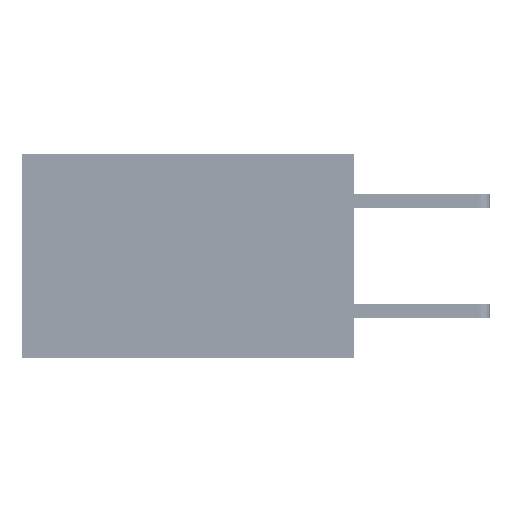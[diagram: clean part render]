
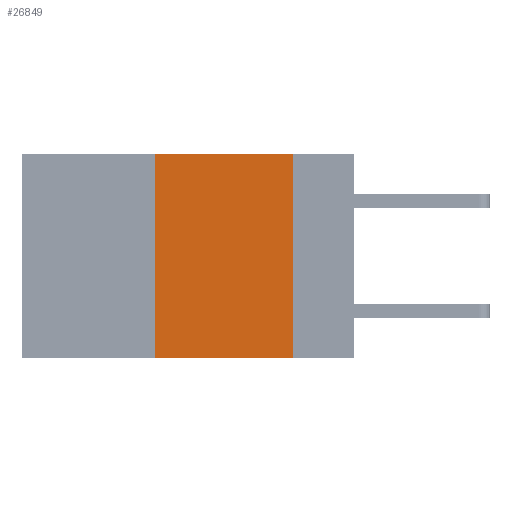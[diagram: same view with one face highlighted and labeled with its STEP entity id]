
A CAD part, left-side view. The second image highlights one B-rep face of the part: STEP entity #26849.
In plain terms, the highlighted planar face has unit normal (-1, 0, 0).
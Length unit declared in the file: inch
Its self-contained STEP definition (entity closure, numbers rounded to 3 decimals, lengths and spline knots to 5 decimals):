
#1110 = FACE_OUTER_BOUND ( 'NONE', #8056, .T. ) ;
#6117 = EDGE_CURVE ( 'NONE', #38957, #9674, #38470, .T. ) ;
#6658 = LINE ( 'NONE', #43928, #28666 ) ;
#8056 = EDGE_LOOP ( 'NONE', ( #31340, #39535, #27680, #19653 ) ) ;
#8285 = DIRECTION ( 'NONE',  ( 0., 0., -1. ) ) ;
#9674 = VERTEX_POINT ( 'NONE', #22030 ) ;
#9891 = LINE ( 'NONE', #13272, #38690 ) ;
#13223 = CARTESIAN_POINT ( 'NONE',  ( 0., 0.36, 0. ) ) ;
#13272 = CARTESIAN_POINT ( 'NONE',  ( 0., 0.6, -0.37 ) ) ;
#13510 = DIRECTION ( 'NONE',  ( 0., -1., 0. ) ) ;
#18292 = CARTESIAN_POINT ( 'NONE',  ( 0., 0.11, -0.37 ) ) ;
#19653 = ORIENTED_EDGE ( 'NONE', *, *, #23126, .T. ) ;
#20841 = LINE ( 'NONE', #37291, #43436 ) ;
#22030 = CARTESIAN_POINT ( 'NONE',  ( 0., 0.11, 0. ) ) ;
#23126 = EDGE_CURVE ( 'NONE', #41383, #26218, #9891, .T. ) ;
#25613 = CARTESIAN_POINT ( 'NONE',  ( 0., 0.6, 0. ) ) ;
#26218 = VERTEX_POINT ( 'NONE', #18292 ) ;
#26849 = ADVANCED_FACE ( 'NONE', ( #1110 ), #43303, .F. ) ;
#27680 = ORIENTED_EDGE ( 'NONE', *, *, #45452, .F. ) ;
#28666 = VECTOR ( 'NONE', #8285, 39.37008 ) ;
#28864 = VECTOR ( 'NONE', #13510, 39.37008 ) ;
#28940 = DIRECTION ( 'NONE',  ( 1., 0., 0. ) ) ;
#31340 = ORIENTED_EDGE ( 'NONE', *, *, #35917, .F. ) ;
#32277 = DIRECTION ( 'NONE',  ( 0., 0., -1. ) ) ;
#35917 = EDGE_CURVE ( 'NONE', #9674, #26218, #6658, .T. ) ;
#37132 = DIRECTION ( 'NONE',  ( 0., 0., 1. ) ) ;
#37291 = CARTESIAN_POINT ( 'NONE',  ( 0., 0.36, 0. ) ) ;
#38470 = LINE ( 'NONE', #42074, #28864 ) ;
#38690 = VECTOR ( 'NONE', #38841, 39.37008 ) ;
#38841 = DIRECTION ( 'NONE',  ( 0., -1., 0. ) ) ;
#38957 = VERTEX_POINT ( 'NONE', #13223 ) ;
#39442 = AXIS2_PLACEMENT_3D ( 'NONE', #25613, #28940, #32277 ) ;
#39535 = ORIENTED_EDGE ( 'NONE', *, *, #6117, .F. ) ;
#41383 = VERTEX_POINT ( 'NONE', #43664 ) ;
#42074 = CARTESIAN_POINT ( 'NONE',  ( 0., 0.6, 0. ) ) ;
#43303 = PLANE ( 'NONE',  #39442 ) ;
#43436 = VECTOR ( 'NONE', #37132, 39.37008 ) ;
#43664 = CARTESIAN_POINT ( 'NONE',  ( 0., 0.36, -0.37 ) ) ;
#43928 = CARTESIAN_POINT ( 'NONE',  ( 0., 0.11, 0. ) ) ;
#45452 = EDGE_CURVE ( 'NONE', #41383, #38957, #20841, .T. ) ;
